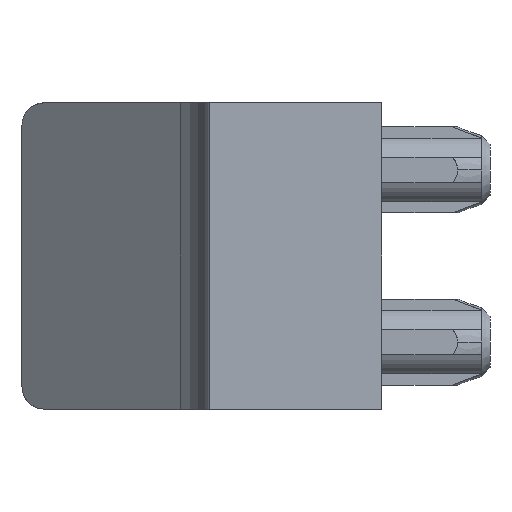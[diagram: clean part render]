
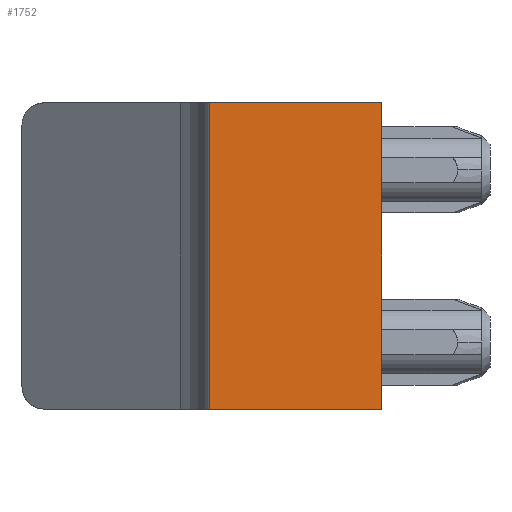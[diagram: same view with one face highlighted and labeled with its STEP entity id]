
A CAD part, left-side view. The second image highlights one B-rep face of the part: STEP entity #1752.
In plain terms, the highlighted planar face has unit normal (1, 0, 0).
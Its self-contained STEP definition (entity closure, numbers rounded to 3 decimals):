
#43=PLANE('',#2001);
#174=FACE_OUTER_BOUND('',#242,.T.);
#242=EDGE_LOOP('',(#1584,#1585,#1586,#1587));
#454=LINE('',#3092,#649);
#455=LINE('',#3094,#650);
#456=LINE('',#3096,#651);
#457=LINE('',#3097,#652);
#649=VECTOR('',#2353,4.521);
#650=VECTOR('',#2354,2.54);
#651=VECTOR('',#2355,4.521);
#652=VECTOR('',#2356,2.54);
#966=VERTEX_POINT('',#3090);
#967=VERTEX_POINT('',#3091);
#968=VERTEX_POINT('',#3093);
#969=VERTEX_POINT('',#3095);
#1275=EDGE_CURVE('',#966,#967,#454,.T.);
#1276=EDGE_CURVE('',#967,#968,#455,.T.);
#1277=EDGE_CURVE('',#968,#969,#456,.T.);
#1278=EDGE_CURVE('',#969,#966,#457,.T.);
#1584=ORIENTED_EDGE('',*,*,#1275,.T.);
#1585=ORIENTED_EDGE('',*,*,#1276,.T.);
#1586=ORIENTED_EDGE('',*,*,#1277,.T.);
#1587=ORIENTED_EDGE('',*,*,#1278,.T.);
#1752=ADVANCED_FACE('',(#174),#43,.T.);
#2001=AXIS2_PLACEMENT_3D('',#3089,#2351,#2352);
#2351=DIRECTION('center_axis',(1.,0.,0.));
#2352=DIRECTION('ref_axis',(0.,0.,-1.));
#2353=DIRECTION('',(0.,0.,1.));
#2354=DIRECTION('',(0.,-1.,0.));
#2355=DIRECTION('',(0.,0.,-1.));
#2356=DIRECTION('',(0.,1.,0.));
#3089=CARTESIAN_POINT('Origin',(0.,0.,2.261));
#3090=CARTESIAN_POINT('',(0.,2.54,0.));
#3091=CARTESIAN_POINT('',(0.,2.54,4.521));
#3092=CARTESIAN_POINT('',(0.,2.54,0.));
#3093=CARTESIAN_POINT('',(0.,0.,4.521));
#3094=CARTESIAN_POINT('',(0.,2.54,4.521));
#3095=CARTESIAN_POINT('',(0.,0.,0.));
#3096=CARTESIAN_POINT('',(0.,0.,4.521));
#3097=CARTESIAN_POINT('',(0.,0.,0.));
